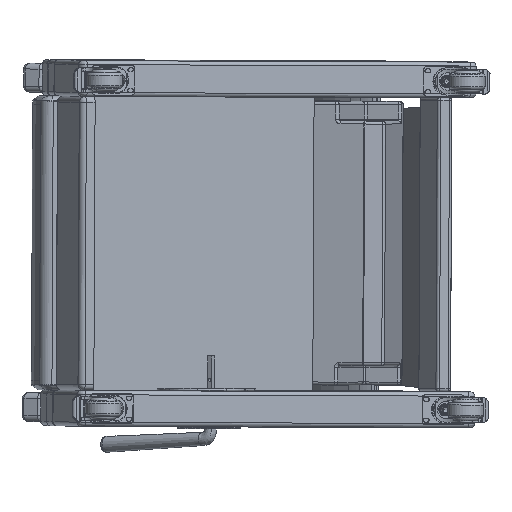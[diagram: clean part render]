
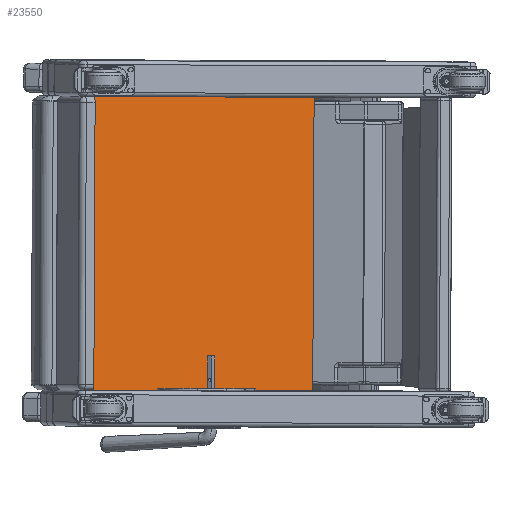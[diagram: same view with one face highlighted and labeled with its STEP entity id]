
A CAD part, front view. The second image highlights one B-rep face of the part: STEP entity #23550.
In plain terms, the highlighted face is planar.
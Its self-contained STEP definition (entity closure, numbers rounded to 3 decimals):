
#1401=PLANE('',#25600);
#2569=FACE_OUTER_BOUND('',#3983,.T.);
#3983=EDGE_LOOP('',(#17246,#17247,#17248,#17249));
#5483=LINE('',#44298,#7135);
#5490=LINE('',#44312,#7142);
#5492=LINE('',#44315,#7144);
#5495=LINE('',#44322,#7147);
#7135=VECTOR('',#29145,0.394);
#7142=VECTOR('',#29154,0.394);
#7144=VECTOR('',#29158,0.394);
#7147=VECTOR('',#29169,0.394);
#10284=VERTEX_POINT('',#44295);
#10285=VERTEX_POINT('',#44297);
#10290=VERTEX_POINT('',#44309);
#10291=VERTEX_POINT('',#44311);
#12999=EDGE_CURVE('',#10284,#10285,#5483,.T.);
#13006=EDGE_CURVE('',#10290,#10291,#5490,.T.);
#13008=EDGE_CURVE('',#10284,#10291,#5492,.T.);
#13011=EDGE_CURVE('',#10290,#10285,#5495,.T.);
#17246=ORIENTED_EDGE('',*,*,#13011,.T.);
#17247=ORIENTED_EDGE('',*,*,#12999,.F.);
#17248=ORIENTED_EDGE('',*,*,#13008,.T.);
#17249=ORIENTED_EDGE('',*,*,#13006,.F.);
#23550=ADVANCED_FACE('',(#2569),#1401,.T.);
#25600=AXIS2_PLACEMENT_3D('',#44323,#29170,#29171);
#29145=DIRECTION('',(1.,0.,0.));
#29154=DIRECTION('',(-1.,0.,0.));
#29158=DIRECTION('',(0.,0.,-1.));
#29169=DIRECTION('',(0.,0.,1.));
#29170=DIRECTION('center_axis',(0.,-1.,0.));
#29171=DIRECTION('ref_axis',(1.,0.,0.));
#44295=CARTESIAN_POINT('',(-12.334,-1.974,12.313));
#44297=CARTESIAN_POINT('',(6.683,-1.974,12.313));
#44298=CARTESIAN_POINT('',(-12.334,-1.974,12.313));
#44309=CARTESIAN_POINT('',(6.683,-1.974,-12.313));
#44311=CARTESIAN_POINT('',(-12.334,-1.974,-12.313));
#44312=CARTESIAN_POINT('',(-12.334,-1.974,-12.313));
#44315=CARTESIAN_POINT('',(-12.334,-1.974,0.));
#44322=CARTESIAN_POINT('',(6.683,-1.974,0.));
#44323=CARTESIAN_POINT('Origin',(-12.334,-1.974,0.));
